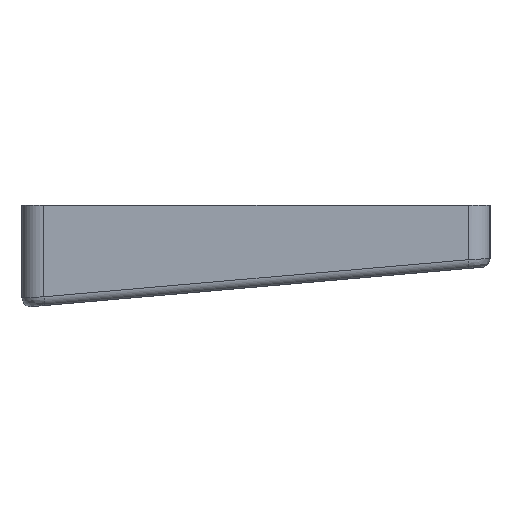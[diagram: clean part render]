
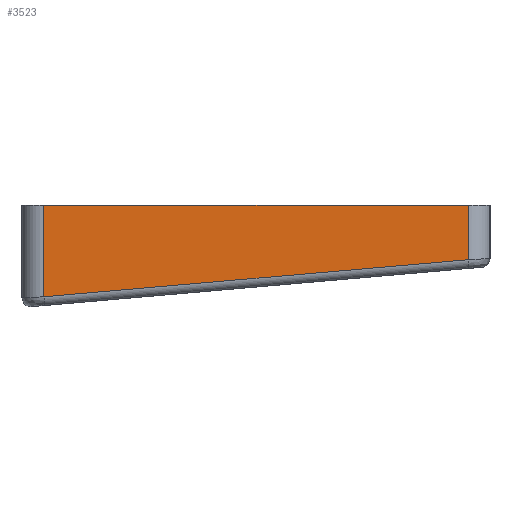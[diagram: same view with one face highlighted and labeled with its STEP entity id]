
A CAD part, left-side view. The second image highlights one B-rep face of the part: STEP entity #3523.
In plain terms, the highlighted planar face has unit normal (-1, 0, 0).
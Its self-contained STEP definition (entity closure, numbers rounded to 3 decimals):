
#413=FACE_OUTER_BOUND('',#662,.T.);
#662=EDGE_LOOP('',(#3106,#3107,#3108,#3109));
#864=LINE('',#5040,#1141);
#1089=LINE('',#6575,#1366);
#1094=LINE('',#6694,#1371);
#1095=LINE('',#6696,#1372);
#1141=VECTOR('',#3978,10.);
#1366=VECTOR('',#4851,10.);
#1371=VECTOR('',#4884,10.);
#1372=VECTOR('',#4887,10.);
#1421=VERTEX_POINT('',#5037);
#1422=VERTEX_POINT('',#5039);
#1717=VERTEX_POINT('',#6568);
#1718=VERTEX_POINT('',#6573);
#1753=EDGE_CURVE('',#1421,#1422,#864,.T.);
#2183=EDGE_CURVE('',#1718,#1717,#1089,.T.);
#2196=EDGE_CURVE('',#1421,#1717,#1094,.T.);
#2197=EDGE_CURVE('',#1422,#1718,#1095,.T.);
#3106=ORIENTED_EDGE('',*,*,#2183,.F.);
#3107=ORIENTED_EDGE('',*,*,#2197,.F.);
#3108=ORIENTED_EDGE('',*,*,#1753,.F.);
#3109=ORIENTED_EDGE('',*,*,#2196,.T.);
#3337=PLANE('',#3914);
#3523=ADVANCED_FACE('',(#413),#3337,.T.);
#3914=AXIS2_PLACEMENT_3D('',#6695,#4885,#4886);
#3978=DIRECTION('',(0.,-1.,0.));
#4851=DIRECTION('',(0.,0.996,-0.087));
#4884=DIRECTION('',(0.,0.,-1.));
#4885=DIRECTION('center_axis',(-1.,0.,0.));
#4886=DIRECTION('ref_axis',(0.,1.,0.));
#4887=DIRECTION('',(0.,0.,-1.));
#5037=CARTESIAN_POINT('',(19.6,-14.4,6.5));
#5039=CARTESIAN_POINT('',(19.6,-111.4,6.5));
#5040=CARTESIAN_POINT('',(19.6,-111.4,6.5));
#6568=CARTESIAN_POINT('',(19.6,-14.4,-14.416));
#6573=CARTESIAN_POINT('',(19.6,-111.4,-5.93));
#6575=CARTESIAN_POINT('',(19.6,-60.581,-10.376));
#6694=CARTESIAN_POINT('',(19.6,-14.4,0.));
#6695=CARTESIAN_POINT('Origin',(19.6,-111.4,0.));
#6696=CARTESIAN_POINT('',(19.6,-111.4,0.));
